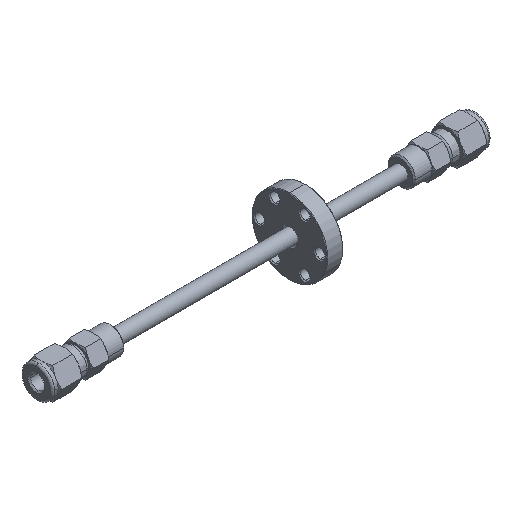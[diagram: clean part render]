
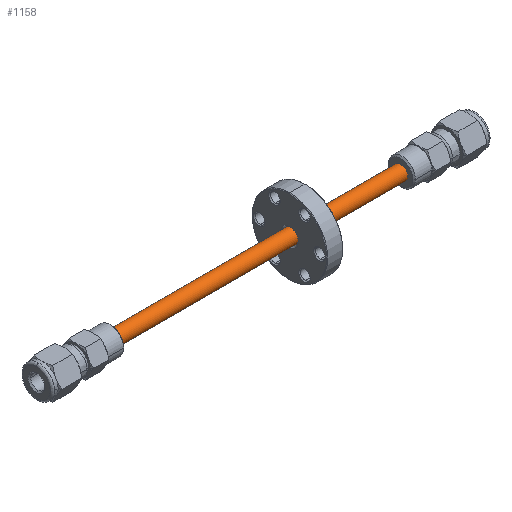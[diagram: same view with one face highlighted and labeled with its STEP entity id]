
A CAD part, isometric view. The second image highlights one B-rep face of the part: STEP entity #1158.
In plain terms, the highlighted cylindrical face has radius 3.175 mm (diameter 6.35 mm), a partial arc.
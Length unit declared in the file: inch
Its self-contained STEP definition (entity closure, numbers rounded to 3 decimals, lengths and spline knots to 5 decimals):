
#25 = VERTEX_POINT ( 'NONE', #4742 ) ;
#498 = CARTESIAN_POINT ( 'NONE',  ( -1.04, -0.07721, -0.0983 ) ) ;
#719 = AXIS2_PLACEMENT_3D ( 'NONE', #5792, #5788, #5795 ) ;
#921 = VERTEX_POINT ( 'NONE', #498 ) ;
#947 = VERTEX_POINT ( 'NONE', #5283 ) ;
#974 = VERTEX_POINT ( 'NONE', #5304 ) ;
#1158 = ADVANCED_FACE ( 'NONE', ( #5791 ), #5794, .T. ) ;
#1326 = ORIENTED_EDGE ( 'NONE', *, *, #1789, .T. ) ;
#1388 = EDGE_LOOP ( 'NONE', ( #1435, #1837, #2398, #1326 ) ) ;
#1435 = ORIENTED_EDGE ( 'NONE', *, *, #4848, .F. ) ;
#1789 = EDGE_CURVE ( 'NONE', #974, #25, #5045, .T. ) ;
#1790 = EDGE_CURVE ( 'NONE', #947, #921, #5050, .T. ) ;
#1791 = EDGE_CURVE ( 'NONE', #947, #974, #3810, .T. ) ;
#1837 = ORIENTED_EDGE ( 'NONE', *, *, #1790, .F. ) ;
#2398 = ORIENTED_EDGE ( 'NONE', *, *, #1791, .T. ) ;
#3810 = LINE ( 'NONE', #3811, #5053 ) ;
#3811 = CARTESIAN_POINT ( 'NONE',  ( -1.04, 0.07721, 0.0983 ) ) ;
#3812 = CARTESIAN_POINT ( 'NONE',  ( -6.71, 0., 0. ) ) ;
#3813 = DIRECTION ( 'NONE',  ( 1., 0., 0. ) ) ;
#3814 = DIRECTION ( 'NONE',  ( 0., 1., 0. ) ) ;
#3815 = LINE ( 'NONE', #3820, #5056 ) ;
#3816 = CARTESIAN_POINT ( 'NONE',  ( -1.04, 0., 0. ) ) ;
#3817 = DIRECTION ( 'NONE',  ( 1., 0., 0. ) ) ;
#3818 = DIRECTION ( 'NONE',  ( 0., -0.618, -0.786 ) ) ;
#3819 = DIRECTION ( 'NONE',  ( -1., 0., 0. ) ) ;
#3820 = CARTESIAN_POINT ( 'NONE',  ( -1.04, -0.07721, -0.0983 ) ) ;
#3827 = DIRECTION ( 'NONE',  ( -1., 0., 0. ) ) ;
#4742 = CARTESIAN_POINT ( 'NONE',  ( -6.71, -0.07721, -0.0983 ) ) ;
#4848 = EDGE_CURVE ( 'NONE', #921, #25, #3815, .T. ) ;
#5045 = CIRCLE ( 'NONE', #5052, 0.125 ) ;
#5050 = CIRCLE ( 'NONE', #5054, 0.125 ) ;
#5052 = AXIS2_PLACEMENT_3D ( 'NONE', #3812, #3813, #3814 ) ;
#5053 = VECTOR ( 'NONE', #3819, 39.37008 ) ;
#5054 = AXIS2_PLACEMENT_3D ( 'NONE', #3816, #3817, #3818 ) ;
#5056 = VECTOR ( 'NONE', #3827, 39.37008 ) ;
#5283 = CARTESIAN_POINT ( 'NONE',  ( -1.04, 0.07721, 0.0983 ) ) ;
#5304 = CARTESIAN_POINT ( 'NONE',  ( -6.71, 0.07721, 0.0983 ) ) ;
#5788 = DIRECTION ( 'NONE',  ( -1., 0., 0. ) ) ;
#5791 = FACE_OUTER_BOUND ( 'NONE', #1388, .T. ) ;
#5792 = CARTESIAN_POINT ( 'NONE',  ( -1.04, 0., 0. ) ) ;
#5794 = CYLINDRICAL_SURFACE ( 'NONE', #719, 0.125 ) ;
#5795 = DIRECTION ( 'NONE',  ( 0., 0.618, 0.786 ) ) ;
